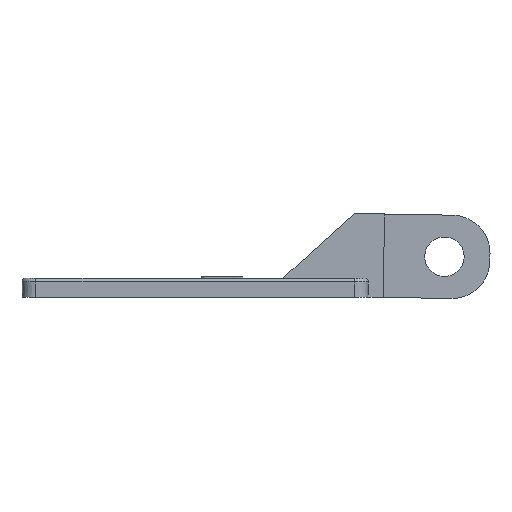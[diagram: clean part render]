
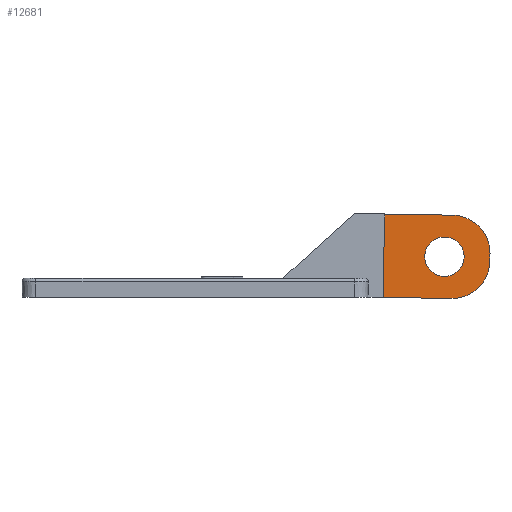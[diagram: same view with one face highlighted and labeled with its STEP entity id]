
A CAD part, front view. The second image highlights one B-rep face of the part: STEP entity #12681.
In plain terms, the highlighted planar face has unit normal (0, -1, 0).
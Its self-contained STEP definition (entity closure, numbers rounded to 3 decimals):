
#169 = VERTEX_POINT('',#170);
#170 = CARTESIAN_POINT('',(14.157,-91.049,
    -0.193));
#176 = EDGE_CURVE('',#177,#169,#179,.T.);
#177 = VERTEX_POINT('',#178);
#178 = CARTESIAN_POINT('',(14.07,-91.049,
    -0.192));
#179 = CIRCLE('',#180,5.);
#180 = AXIS2_PLACEMENT_3D('',#181,#182,#183);
#181 = CARTESIAN_POINT('',(14.157,-91.049,
    4.807));
#182 = DIRECTION('',(-0.,-1.,0.));
#183 = DIRECTION('',(0.,-0.,1.));
#244 = VERTEX_POINT('',#245);
#245 = CARTESIAN_POINT('',(13.166,-91.049,
    2.725));
#251 = EDGE_CURVE('',#252,#244,#254,.T.);
#252 = VERTEX_POINT('',#253);
#253 = CARTESIAN_POINT('',(13.166,-91.049,
    7.925));
#254 = CIRCLE('',#255,2.6);
#255 = AXIS2_PLACEMENT_3D('',#256,#257,#258);
#256 = CARTESIAN_POINT('',(13.166,-91.049,
    5.325));
#257 = DIRECTION('',(0.,-1.,0.));
#258 = DIRECTION('',(0.,0.,-1.));
#12436 = EDGE_CURVE('',#177,#12437,#12439,.T.);
#12437 = VERTEX_POINT('',#12438);
#12438 = CARTESIAN_POINT('',(5.071,-91.049,
    -0.035));
#12439 = LINE('',#12440,#12441);
#12440 = CARTESIAN_POINT('',(19.069,-91.049,
    -0.279));
#12441 = VECTOR('',#12442,1.);
#12442 = DIRECTION('',(-1.,-0.,0.017));
#12554 = VERTEX_POINT('',#12555);
#12555 = CARTESIAN_POINT('',(5.263,-91.049,
    10.963));
#12561 = EDGE_CURVE('',#12562,#12554,#12564,.T.);
#12562 = VERTEX_POINT('',#12563);
#12563 = CARTESIAN_POINT('',(14.262,-91.049,
    10.806));
#12564 = LINE('',#12565,#12566);
#12565 = CARTESIAN_POINT('',(19.261,-91.049,
    10.719));
#12566 = VECTOR('',#12567,1.);
#12567 = DIRECTION('',(-1.,-0.,0.017));
#12612 = EDGE_CURVE('',#12554,#12437,#12613,.T.);
#12613 = LINE('',#12614,#12615);
#12614 = CARTESIAN_POINT('',(5.263,-91.049,
    10.963));
#12615 = VECTOR('',#12616,1.);
#12616 = DIRECTION('',(-0.017,0.,-1.));
#12681 = ADVANCED_FACE('',(#12682,#12692),#12722,.F.);
#12682 = FACE_BOUND('',#12683,.T.);
#12683 = EDGE_LOOP('',(#12684,#12691));
#12684 = ORIENTED_EDGE('',*,*,#12685,.F.);
#12685 = EDGE_CURVE('',#244,#252,#12686,.T.);
#12686 = CIRCLE('',#12687,2.6);
#12687 = AXIS2_PLACEMENT_3D('',#12688,#12689,#12690);
#12688 = CARTESIAN_POINT('',(13.166,-91.049,
    5.325));
#12689 = DIRECTION('',(0.,-1.,0.));
#12690 = DIRECTION('',(0.,0.,-1.));
#12691 = ORIENTED_EDGE('',*,*,#251,.F.);
#12692 = FACE_BOUND('',#12693,.T.);
#12693 = EDGE_LOOP('',(#12694,#12695,#12696,#12705,#12713,#12720,#12721)
  );
#12694 = ORIENTED_EDGE('',*,*,#12436,.F.);
#12695 = ORIENTED_EDGE('',*,*,#176,.T.);
#12696 = ORIENTED_EDGE('',*,*,#12697,.T.);
#12697 = EDGE_CURVE('',#169,#12698,#12700,.T.);
#12698 = VERTEX_POINT('',#12699);
#12699 = CARTESIAN_POINT('',(19.157,-91.049,
    4.72));
#12700 = CIRCLE('',#12701,5.);
#12701 = AXIS2_PLACEMENT_3D('',#12702,#12703,#12704);
#12702 = CARTESIAN_POINT('',(14.157,-91.049,
    4.807));
#12703 = DIRECTION('',(0.,-1.,0.));
#12704 = DIRECTION('',(0.,0.,1.));
#12705 = ORIENTED_EDGE('',*,*,#12706,.F.);
#12706 = EDGE_CURVE('',#12707,#12698,#12709,.T.);
#12707 = VERTEX_POINT('',#12708);
#12708 = CARTESIAN_POINT('',(19.174,-91.049,
    5.72));
#12709 = LINE('',#12710,#12711);
#12710 = CARTESIAN_POINT('',(19.261,-91.049,
    10.719));
#12711 = VECTOR('',#12712,1.);
#12712 = DIRECTION('',(-0.017,0.,-1.));
#12713 = ORIENTED_EDGE('',*,*,#12714,.T.);
#12714 = EDGE_CURVE('',#12707,#12562,#12715,.T.);
#12715 = CIRCLE('',#12716,5.);
#12716 = AXIS2_PLACEMENT_3D('',#12717,#12718,#12719);
#12717 = CARTESIAN_POINT('',(14.175,-91.049,
    5.807));
#12718 = DIRECTION('',(-0.,-1.,0.));
#12719 = DIRECTION('',(0.,0.,1.));
#12720 = ORIENTED_EDGE('',*,*,#12561,.T.);
#12721 = ORIENTED_EDGE('',*,*,#12612,.T.);
#12722 = PLANE('',#12723);
#12723 = AXIS2_PLACEMENT_3D('',#12724,#12725,#12726);
#12724 = CARTESIAN_POINT('',(19.261,-91.049,
    10.719));
#12725 = DIRECTION('',(0.,1.,0.));
#12726 = DIRECTION('',(0.,-0.,1.));
